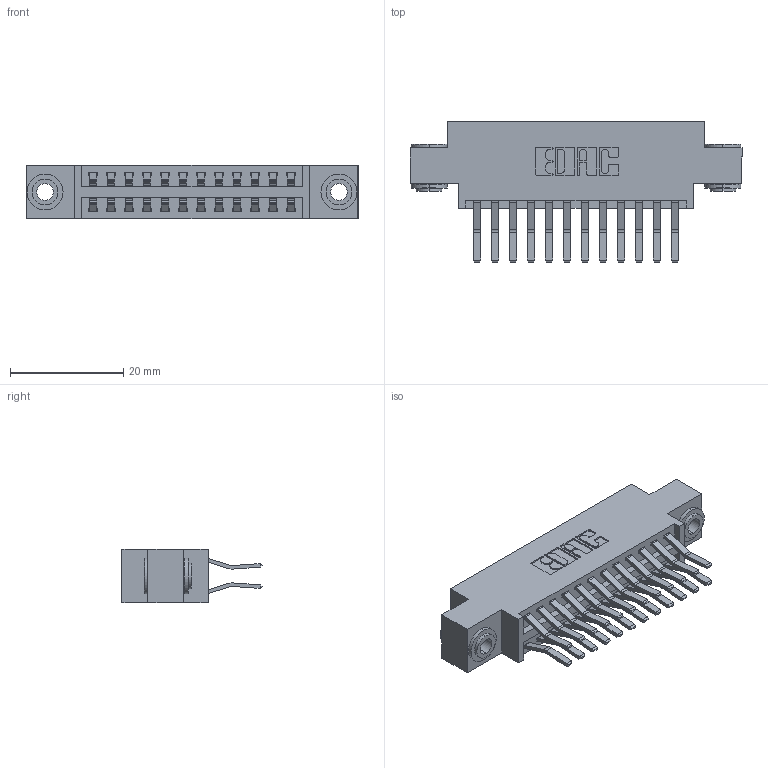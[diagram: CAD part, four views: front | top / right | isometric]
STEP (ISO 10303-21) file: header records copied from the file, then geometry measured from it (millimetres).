
FILE_DESCRIPTION (( 'STEP AP203' ), '1' );
FILE_NAME ('346-024-560-803.STEP', '2018-08-21T10:59:23', ( '' ), ( '' ), 'SwSTEP 2.0', 'SolidWorks 2016', '' );
FILE_SCHEMA (( 'CONFIG_CONTROL_DESIGN' ));
Length unit declared in the file: inch
Products named in the file (4): 346 Part_0.170 Offset - 0.156 Dia-TH; 345-292-001_560 Tail; 345-250-002_345-250-002-102; 346-024-560-803
Assembly tree (27 placements, depth 2):
  346-024-560-803
    346 Part_0.170 Offset - 0.156 Dia-TH
    345-292-001_560 Tail  x24
    345-250-002_345-250-002-102  x2
Bounding box: 58.67 x 24.78 x 9.4 mm (x, y, z)
Volume: 5510.5 mm3; surface area: 7916.6 mm2
Topology: 27 solids, 27 shells, 1460 faces, 4281 edges, 2818 vertices
Faces by surface type: plane 930, cylinder 522, cone 8
Entity records: 12740 total; most frequent: CARTESIAN_POINT 2119, ORIENTED_EDGE 2046, DIRECTION 1953, EDGE_CURVE 1023, VECTOR 815, LINE 815, VERTEX_POINT 678, AXIS2_PLACEMENT_3D 569
